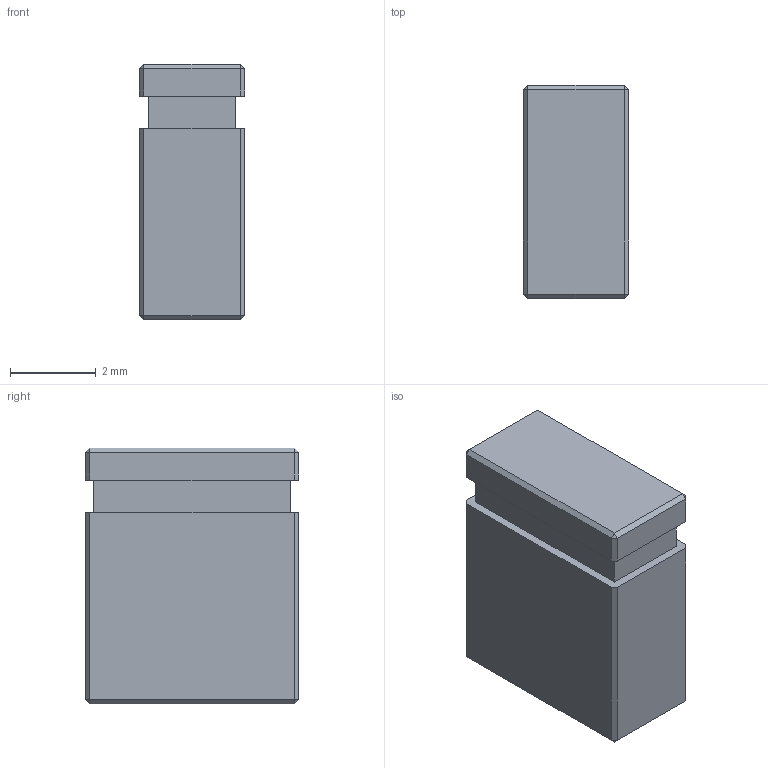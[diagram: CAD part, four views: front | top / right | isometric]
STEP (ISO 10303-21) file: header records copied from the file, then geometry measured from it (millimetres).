
FILE_DESCRIPTION(/* description */ (''),/* implementation_level */ '2;1');
FILE_NAME(/* name */ 'Jumper.step',/* time_stamp */ '2020-08-30T12:32:59+02:00',/* author */ (''),/* organization */ (''),/* preprocessor_version */ 'ST-DEVELOPER v18.1',/* originating_system */ 'Autodesk Translation Framework v9.3.0.1241',/* authorisation */ '');
FILE_SCHEMA (('AUTOMOTIVE_DESIGN { 1 0 10303 214 3 1 1 }'));
Length unit declared in the file: millimetre
Products named in the file (1): PinJumper
Bounding box: 2.45 x 4.98 x 5.97 mm (x, y, z)
Volume: 50.3 mm3; surface area: 152.5 mm2
Topology: 1 solids, 1 shells, 45 faces, 96 edges, 56 vertices
Faces by surface type: plane 45
Entity records: 1198 total; most frequent: CARTESIAN_POINT 198, ORIENTED_EDGE 192, DIRECTION 188, LINE 96, VECTOR 96, EDGE_CURVE 96, VERTEX_POINT 56, EDGE_LOOP 48
